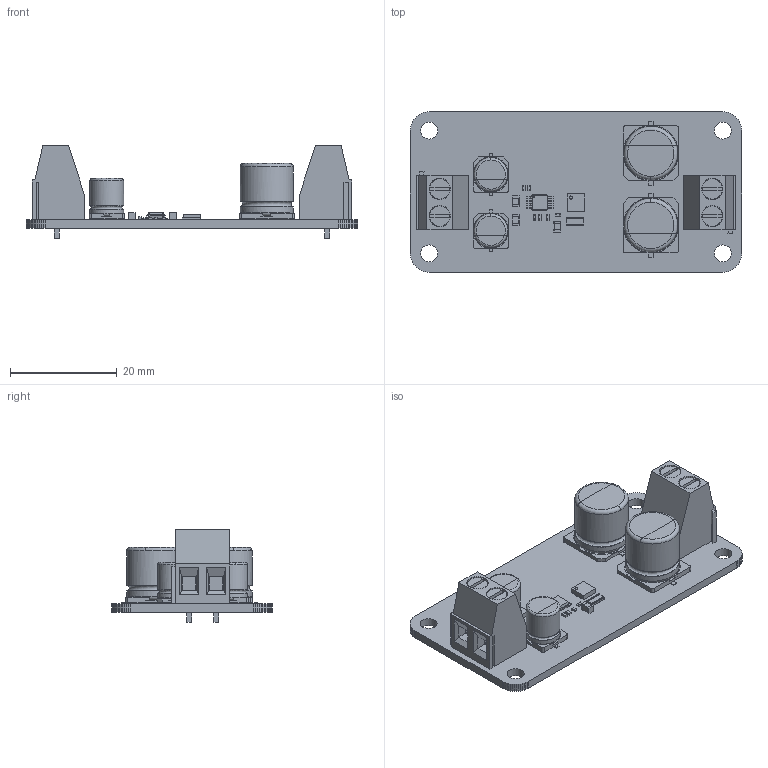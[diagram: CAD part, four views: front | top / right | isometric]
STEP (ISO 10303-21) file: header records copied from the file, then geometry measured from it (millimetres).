
FILE_DESCRIPTION(('KiCad electronic assembly'),'2;1');
FILE_NAME('boosttest.STEP','2023-10-17T18:41:03',('Pcbnew'),('Kicad'), 'Open CASCADE STEP processor 7.7','KiCad to STEP converter','Unknown' );
FILE_SCHEMA(('AUTOMOTIVE_DESIGN { 1 0 10303 214 1 1 1 1 }'));
Length unit declared in the file: millimetre
Products named in the file (20): boosttest 1; R_0402_1005Metric; SOLID; VSSOP-8_3.0x3.0mm_P0.65mm; C_0805_2012Metric; TerminalBlock_Phoenix_MKDS-1,5-2-5.08_1x02_P5.08mm_Horizontal; CP_Elec_6.3x7.7; VSON-8_3.3x3.3mm_P0.65mm_NexFET; R_0612_1632Metric; CP_Elec_10x10.5; C_0402_1005Metric; kickertest PCB
Assembly tree (28 placements, depth 3):
  boosttest 1
    R_0402_1005Metric  x5
      SOLID
    VSSOP-8_3.0x3.0mm_P0.65mm
      SOLID
    C_0805_2012Metric  x3
      SOLID
    TerminalBlock_Phoenix_MKDS-1,5-2-5.08_1x02_P5.08mm_Horizontal  x2
      SOLID
    CP_Elec_6.3x7.7  x2
      SOLID
    VSON-8_3.3x3.3mm_P0.65mm_NexFET
      SOLID
    R_0612_1632Metric
      SOLID
    CP_Elec_10x10.5  x2
      SOLID
    C_0402_1005Metric
      SOLID
    kickertest PCB
Bounding box: 62 x 30 x 17.3 mm (x, y, z)
Volume: 7044.7 mm3; surface area: 8582.6 mm2
Topology: 19 solids, 19 shells, 902 faces, 2351 edges, 1510 vertices
Faces by surface type: plane 640, cylinder 186, bspline 56, torus 16, revolution 4
Full cylindrical faces by diameter (mm): 0.25 x1, 0.6 x1, 1.3 x4, 3.2 x4, 3.8 x4, 4 x4, 6.3 x4, 10 x4
Entity records: 41947 total; most frequent: CARTESIAN_POINT 7954, DIRECTION 5612, LINE 3846, VECTOR 3846, ORIENTED_EDGE 3008, PCURVE 3008, DEFINITIONAL_REPRESENTATION 3008, EDGE_CURVE 1504
